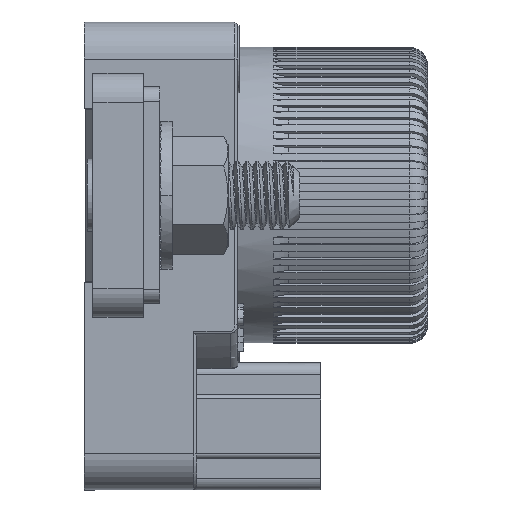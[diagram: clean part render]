
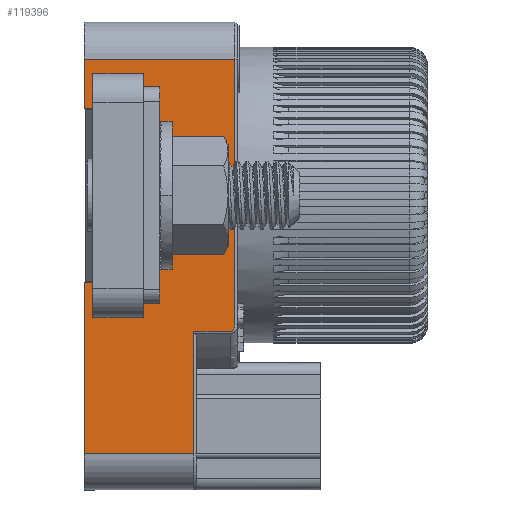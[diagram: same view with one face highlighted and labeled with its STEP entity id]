
A CAD part, left-side view. The second image highlights one B-rep face of the part: STEP entity #119396.
In plain terms, the highlighted planar face has unit normal (-1, 0, 0).
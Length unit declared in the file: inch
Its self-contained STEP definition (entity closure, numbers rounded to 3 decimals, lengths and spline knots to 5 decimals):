
#833 = DIRECTION ( 'NONE',  ( 0., 0., 1. ) ) ;
#1820 = EDGE_LOOP ( 'NONE', ( #23454, #90271, #51374, #83070, #125018, #17602, #30239, #102699, #58089, #96056, #118742 ) ) ;
#3250 = VECTOR ( 'NONE', #18602, 39.37008 ) ;
#3546 = CARTESIAN_POINT ( 'NONE',  ( -1.2, 1.72573, -0.604 ) ) ;
#3574 = VECTOR ( 'NONE', #833, 39.37008 ) ;
#3847 = CARTESIAN_POINT ( 'NONE',  ( -1.2, 1.23637, -0.94218 ) ) ;
#4926 = CARTESIAN_POINT ( 'NONE',  ( -1.2, 1.72573, -0.604 ) ) ;
#5029 = DIRECTION ( 'NONE',  ( 0., 1., 0. ) ) ;
#5456 = CARTESIAN_POINT ( 'NONE',  ( -1.2, 1.72573, 0.604 ) ) ;
#6841 = LINE ( 'NONE', #83205, #3574 ) ;
#7546 = DIRECTION ( 'NONE',  ( 0., 0., 1. ) ) ;
#8171 = CARTESIAN_POINT ( 'NONE',  ( -1.2, 2.24877, -0.604 ) ) ;
#9709 = CARTESIAN_POINT ( 'NONE',  ( -1.2, 1.27137, -0.94218 ) ) ;
#9830 = CARTESIAN_POINT ( 'NONE',  ( -1.2, 1.57137, -1.79 ) ) ;
#11962 = CARTESIAN_POINT ( 'NONE',  ( -1.2, 1.20637, -0.89331 ) ) ;
#12514 = VECTOR ( 'NONE', #98099, 39.37008 ) ;
#12998 = CARTESIAN_POINT ( 'NONE',  ( -1.2, 1.20637, 0.943 ) ) ;
#13315 = LINE ( 'NONE', #68823, #92593 ) ;
#14120 = CARTESIAN_POINT ( 'NONE',  ( -1.2, 1.23637, -0.94218 ) ) ;
#14326 = CARTESIAN_POINT ( 'NONE',  ( -1.2, 1.22474, -0.93978 ) ) ;
#16098 = CARTESIAN_POINT ( 'NONE',  ( -1.2, 2.24877, -0.604 ) ) ;
#16188 = CARTESIAN_POINT ( 'NONE',  ( -1.2, 2.24877, -1.79 ) ) ;
#17602 = ORIENTED_EDGE ( 'NONE', *, *, #41550, .F. ) ;
#18602 = DIRECTION ( 'NONE',  ( 0., -1., 0. ) ) ;
#20356 = FACE_OUTER_BOUND ( 'NONE', #1820, .T. ) ;
#20755 = VERTEX_POINT ( 'NONE', #14120 ) ;
#20845 = EDGE_CURVE ( 'NONE', #108044, #54104, #102066, .T. ) ;
#22755 = VECTOR ( 'NONE', #5029, 39.37008 ) ;
#23454 = ORIENTED_EDGE ( 'NONE', *, *, #117986, .T. ) ;
#23637 = CARTESIAN_POINT ( 'NONE',  ( -1.2, 1.20637, -0.94916 ) ) ;
#24666 = CARTESIAN_POINT ( 'NONE',  ( -1.2, 1.21543, -0.92871 ) ) ;
#25836 = VERTEX_POINT ( 'NONE', #27031 ) ;
#26947 = LINE ( 'NONE', #9709, #81992 ) ;
#27031 = CARTESIAN_POINT ( 'NONE',  ( -1.2, 1.49137, -1.79 ) ) ;
#28275 = DIRECTION ( 'NONE',  ( 1., 0., 0. ) ) ;
#30239 = ORIENTED_EDGE ( 'NONE', *, *, #36851, .F. ) ;
#31550 = VERTEX_POINT ( 'NONE', #43191 ) ;
#32554 = VERTEX_POINT ( 'NONE', #3546 ) ;
#33783 = VERTEX_POINT ( 'NONE', #12998 ) ;
#34752 = CARTESIAN_POINT ( 'NONE',  ( -1.2, 2.24877, 0.604 ) ) ;
#35075 = CARTESIAN_POINT ( 'NONE',  ( -1.2, 1.21342, -0.92501 ) ) ;
#35095 = EDGE_CURVE ( 'NONE', #32554, #108044, #43235, .T. ) ;
#36851 = EDGE_CURVE ( 'NONE', #54104, #31550, #83706, .T. ) ;
#41049 = DIRECTION ( 'NONE',  ( 0., -1., 0. ) ) ;
#41550 = EDGE_CURVE ( 'NONE', #31550, #33783, #94120, .T. ) ;
#42400 = EDGE_CURVE ( 'NONE', #96896, #32554, #97141, .T. ) ;
#43191 = CARTESIAN_POINT ( 'NONE',  ( -1.2, 2.24877, 0.943 ) ) ;
#43235 = LINE ( 'NONE', #4926, #12514 ) ;
#45216 = VECTOR ( 'NONE', #41049, 39.37008 ) ;
#45441 = CARTESIAN_POINT ( 'NONE',  ( -1.2, 1.21296, -0.92407 ) ) ;
#51374 = ORIENTED_EDGE ( 'NONE', *, *, #70148, .T. ) ;
#51447 = EDGE_CURVE ( 'NONE', #20755, #76488, #91342, .T. ) ;
#54104 = VERTEX_POINT ( 'NONE', #34752 ) ;
#55019 = EDGE_CURVE ( 'NONE', #76488, #33783, #84530, .T. ) ;
#55399 = CARTESIAN_POINT ( 'NONE',  ( -1.2, 1.23141, -0.94213 ) ) ;
#55852 = CARTESIAN_POINT ( 'NONE',  ( -1.2, 1.20856, -0.91481 ) ) ;
#56934 = CARTESIAN_POINT ( 'NONE',  ( -1.2, 1.49137, -0.94218 ) ) ;
#58089 = ORIENTED_EDGE ( 'NONE', *, *, #35095, .F. ) ;
#58576 = PLANE ( 'NONE',  #109216 ) ;
#62838 = VERTEX_POINT ( 'NONE', #16188 ) ;
#66302 = CARTESIAN_POINT ( 'NONE',  ( -1.2, 1.20637, -0.89331 ) ) ;
#68823 = CARTESIAN_POINT ( 'NONE',  ( -1.2, 2.24877, -0.94916 ) ) ;
#70148 = EDGE_CURVE ( 'NONE', #115016, #20755, #26947, .T. ) ;
#76013 = LINE ( 'NONE', #9830, #45216 ) ;
#76488 = VERTEX_POINT ( 'NONE', #11962 ) ;
#78539 = EDGE_CURVE ( 'NONE', #62838, #96896, #13315, .T. ) ;
#80514 = VECTOR ( 'NONE', #7546, 39.37008 ) ;
#81992 = VECTOR ( 'NONE', #92067, 39.37008 ) ;
#83070 = ORIENTED_EDGE ( 'NONE', *, *, #51447, .T. ) ;
#83205 = CARTESIAN_POINT ( 'NONE',  ( -1.2, 1.49137, -0.94218 ) ) ;
#83706 = LINE ( 'NONE', #131527, #80514 ) ;
#83797 = CARTESIAN_POINT ( 'NONE',  ( -1.2, 1.72573, 0.604 ) ) ;
#84530 = LINE ( 'NONE', #23637, #108844 ) ;
#85450 = DIRECTION ( 'NONE',  ( 0., -1., 0. ) ) ;
#86658 = CARTESIAN_POINT ( 'NONE',  ( -1.2, 1.21831, -0.93306 ) ) ;
#90271 = ORIENTED_EDGE ( 'NONE', *, *, #104410, .T. ) ;
#90279 = CARTESIAN_POINT ( 'NONE',  ( -1.2, 1.27137, -0.94916 ) ) ;
#90894 = VECTOR ( 'NONE', #85450, 39.37008 ) ;
#91342 = B_SPLINE_CURVE_WITH_KNOTS ( 'NONE', 3,
 ( #3847, #55399, #14326, #86658, #24666, #97059, #35075, #107512, #45441, #117937, #55852, #128274, #66302 ),
 .UNSPECIFIED., .F., .F.,
 ( 4, 1, 1, 1, 1, 1, 2, 2, 4 ),
 ( 0., 0.25, 0.375, 0.4375, 0.46875, 0.48437, 0.49219, 0.5, 1. ),
 .UNSPECIFIED. ) ;
#92067 = DIRECTION ( 'NONE',  ( 0., -1., 0. ) ) ;
#92593 = VECTOR ( 'NONE', #130810, 39.37008 ) ;
#94120 = LINE ( 'NONE', #95867, #90894 ) ;
#95867 = CARTESIAN_POINT ( 'NONE',  ( -1.2, 1.27137, 0.943 ) ) ;
#96039 = DIRECTION ( 'NONE',  ( 0., 0., 1. ) ) ;
#96056 = ORIENTED_EDGE ( 'NONE', *, *, #42400, .F. ) ;
#96896 = VERTEX_POINT ( 'NONE', #16098 ) ;
#97059 = CARTESIAN_POINT ( 'NONE',  ( -1.2, 1.21408, -0.92628 ) ) ;
#97141 = LINE ( 'NONE', #8171, #3250 ) ;
#98099 = DIRECTION ( 'NONE',  ( 0., 0., 1. ) ) ;
#100652 = DIRECTION ( 'NONE',  ( 0., 0., -1. ) ) ;
#102066 = LINE ( 'NONE', #5456, #22755 ) ;
#102699 = ORIENTED_EDGE ( 'NONE', *, *, #20845, .F. ) ;
#104410 = EDGE_CURVE ( 'NONE', #25836, #115016, #6841, .T. ) ;
#107512 = CARTESIAN_POINT ( 'NONE',  ( -1.2, 1.21314, -0.92445 ) ) ;
#108044 = VERTEX_POINT ( 'NONE', #83797 ) ;
#108844 = VECTOR ( 'NONE', #96039, 39.37008 ) ;
#109216 = AXIS2_PLACEMENT_3D ( 'NONE', #90279, #28275, #100652 ) ;
#115016 = VERTEX_POINT ( 'NONE', #56934 ) ;
#117937 = CARTESIAN_POINT ( 'NONE',  ( -1.2, 1.21284, -0.92383 ) ) ;
#117986 = EDGE_CURVE ( 'NONE', #62838, #25836, #76013, .T. ) ;
#118742 = ORIENTED_EDGE ( 'NONE', *, *, #78539, .F. ) ;
#119396 = ADVANCED_FACE ( 'NONE', ( #20356 ), #58576, .F. ) ;
#125018 = ORIENTED_EDGE ( 'NONE', *, *, #55019, .T. ) ;
#128274 = CARTESIAN_POINT ( 'NONE',  ( -1.2, 1.20642, -0.90468 ) ) ;
#130810 = DIRECTION ( 'NONE',  ( 0., 0., 1. ) ) ;
#131527 = CARTESIAN_POINT ( 'NONE',  ( -1.2, 2.24877, -0.94916 ) ) ;
